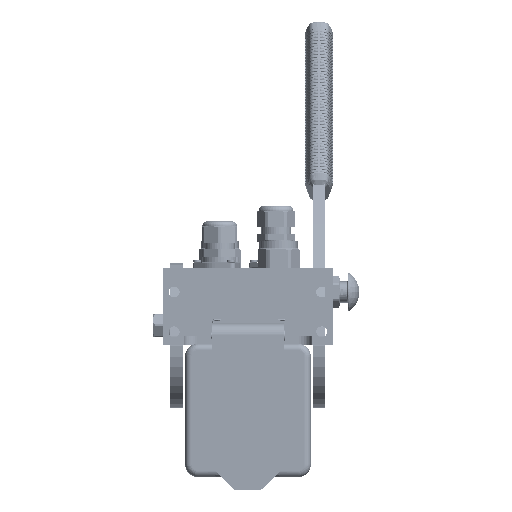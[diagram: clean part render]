
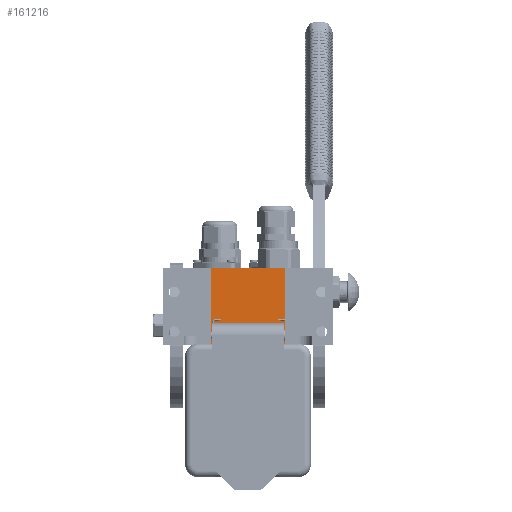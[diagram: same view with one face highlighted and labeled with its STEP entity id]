
A CAD part, left-side view. The second image highlights one B-rep face of the part: STEP entity #161216.
In plain terms, the highlighted face is planar.
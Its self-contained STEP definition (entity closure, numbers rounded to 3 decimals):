
#1917 = VERTEX_POINT ( 'NONE', #18583 ) ;
#10090 = DIRECTION ( 'NONE',  ( 0., 1., 0. ) ) ;
#17583 = EDGE_CURVE ( 'NONE', #1917, #199380, #78672, .T. ) ;
#17801 = CARTESIAN_POINT ( 'NONE',  ( 29., 0., -107.5 ) ) ;
#18583 = CARTESIAN_POINT ( 'NONE',  ( -29., 0., -107.5 ) ) ;
#26252 = FACE_OUTER_BOUND ( 'NONE', #33970, .T. ) ;
#30574 = EDGE_CURVE ( 'NONE', #188130, #199380, #221696, .T. ) ;
#33970 = EDGE_LOOP ( 'NONE', ( #135764, #154070, #202955, #134082 ) ) ;
#50245 = CARTESIAN_POINT ( 'NONE',  ( -29., 60.2, -107.5 ) ) ;
#60935 = AXIS2_PLACEMENT_3D ( 'NONE', #98586, #134584, #222538 ) ;
#66420 = PLANE ( 'NONE',  #60935 ) ;
#68520 = LINE ( 'NONE', #221194, #216258 ) ;
#78672 = LINE ( 'NONE', #204548, #201880 ) ;
#80377 = EDGE_CURVE ( 'NONE', #113503, #1917, #156179, .T. ) ;
#98586 = CARTESIAN_POINT ( 'NONE',  ( 29., 0., -107.5 ) ) ;
#99697 = DIRECTION ( 'NONE',  ( 0., 1., 0. ) ) ;
#113503 = VERTEX_POINT ( 'NONE', #202865 ) ;
#126088 = VECTOR ( 'NONE', #226595, 1000. ) ;
#134082 = ORIENTED_EDGE ( 'NONE', *, *, #80377, .T. ) ;
#134225 = CARTESIAN_POINT ( 'NONE',  ( 29., 60.2, -107.5 ) ) ;
#134584 = DIRECTION ( 'NONE',  ( 0., 0., -1. ) ) ;
#135764 = ORIENTED_EDGE ( 'NONE', *, *, #17583, .T. ) ;
#143166 = CARTESIAN_POINT ( 'NONE',  ( 29., 60.2, -107.5 ) ) ;
#150311 = DIRECTION ( 'NONE',  ( -1., 0., 0. ) ) ;
#153894 = EDGE_CURVE ( 'NONE', #113503, #188130, #68520, .T. ) ;
#154070 = ORIENTED_EDGE ( 'NONE', *, *, #30574, .F. ) ;
#156179 = LINE ( 'NONE', #17801, #126088 ) ;
#161216 = ADVANCED_FACE ( 'NONE', ( #26252 ), #66420, .T. ) ;
#183180 = VECTOR ( 'NONE', #150311, 1000. ) ;
#188130 = VERTEX_POINT ( 'NONE', #143166 ) ;
#199380 = VERTEX_POINT ( 'NONE', #50245 ) ;
#201880 = VECTOR ( 'NONE', #99697, 1000. ) ;
#202865 = CARTESIAN_POINT ( 'NONE',  ( 29., 0., -107.5 ) ) ;
#202955 = ORIENTED_EDGE ( 'NONE', *, *, #153894, .F. ) ;
#204548 = CARTESIAN_POINT ( 'NONE',  ( -29., 0., -107.5 ) ) ;
#216258 = VECTOR ( 'NONE', #10090, 1000. ) ;
#221194 = CARTESIAN_POINT ( 'NONE',  ( 29., 0., -107.5 ) ) ;
#221696 = LINE ( 'NONE', #134225, #183180 ) ;
#222538 = DIRECTION ( 'NONE',  ( -1., 0., 0. ) ) ;
#226595 = DIRECTION ( 'NONE',  ( -1., 0., 0. ) ) ;
